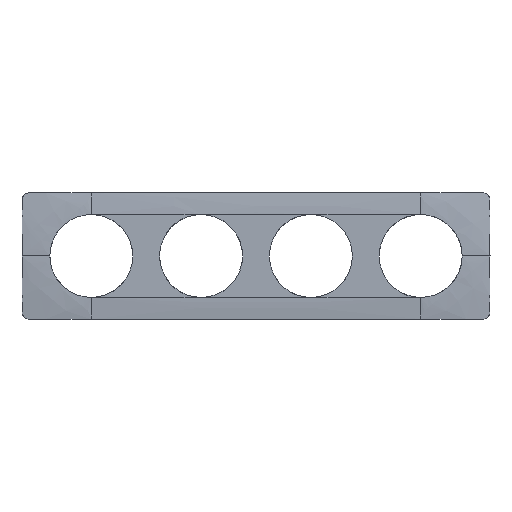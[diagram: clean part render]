
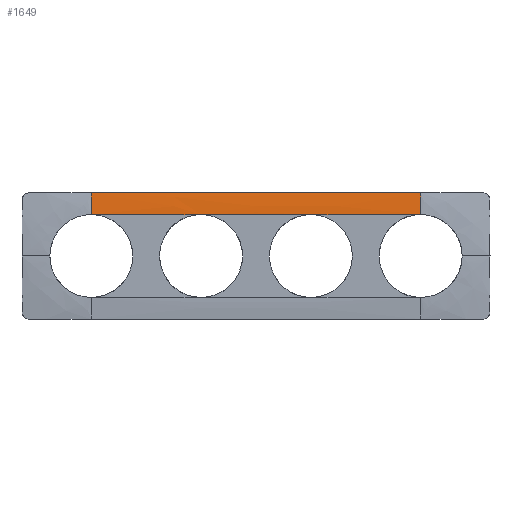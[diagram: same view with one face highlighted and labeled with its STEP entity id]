
A CAD part, top view. The second image highlights one B-rep face of the part: STEP entity #1649.
In plain terms, the highlighted face is a extrusion surface.
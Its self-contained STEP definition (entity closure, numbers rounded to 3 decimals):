
#217=CARTESIAN_POINT('Vertex',(0.,26.8,8.7)) ;
#1459=CARTESIAN_POINT('Control Point',(0.,26.8,8.7)) ;
#1460=CARTESIAN_POINT('Control Point',(0.,27.423,8.699)) ;
#1461=CARTESIAN_POINT('Control Point',(0.,28.059,8.693)) ;
#1462=CARTESIAN_POINT('Control Point',(0.,28.707,8.678)) ;
#1463=CARTESIAN_POINT('Control Point',(0.,30.024,8.636)) ;
#1464=CARTESIAN_POINT('Control Point',(0.,31.382,8.568)) ;
#1465=CARTESIAN_POINT('Control Point',(0.,32.071,8.527)) ;
#1466=CARTESIAN_POINT('Control Point',(0.,34.164,8.39)) ;
#1467=CARTESIAN_POINT('Control Point',(0.,36.332,8.203)) ;
#1468=CARTESIAN_POINT('Control Point',(0.,37.807,8.061)) ;
#1469=CARTESIAN_POINT('Control Point',(0.,39.306,7.898)) ;
#1470=CARTESIAN_POINT('Control Point',(0.,40.829,7.72)) ;
#1471=CARTESIAN_POINT('Vertex',(0.,40.829,7.72)) ;
#1575=CARTESIAN_POINT('Control Point',(213.,26.8,8.7)) ;
#1576=CARTESIAN_POINT('Control Point',(213.,27.075,8.7)) ;
#1577=CARTESIAN_POINT('Control Point',(213.,27.349,8.698)) ;
#1578=CARTESIAN_POINT('Control Point',(213.,27.623,8.695)) ;
#1579=CARTESIAN_POINT('Control Point',(213.,28.699,8.68)) ;
#1580=CARTESIAN_POINT('Control Point',(213.,29.774,8.646)) ;
#1581=CARTESIAN_POINT('Control Point',(213.,30.598,8.609)) ;
#1582=CARTESIAN_POINT('Control Point',(213.,32.607,8.501)) ;
#1583=CARTESIAN_POINT('Control Point',(213.,34.613,8.35)) ;
#1584=CARTESIAN_POINT('Control Point',(213.,35.811,8.248)) ;
#1585=CARTESIAN_POINT('Control Point',(213.,37.539,8.083)) ;
#1586=CARTESIAN_POINT('Control Point',(213.,39.266,7.898)) ;
#1587=CARTESIAN_POINT('Control Point',(213.,39.788,7.84)) ;
#1588=CARTESIAN_POINT('Control Point',(213.,40.309,7.781)) ;
#1589=CARTESIAN_POINT('Control Point',(213.,40.829,7.72)) ;
#1594=CARTESIAN_POINT('Control Point',(213.,26.8,8.7)) ;
#1595=CARTESIAN_POINT('Control Point',(213.,27.15,8.699)) ;
#1596=CARTESIAN_POINT('Control Point',(213.,27.499,8.697)) ;
#1597=CARTESIAN_POINT('Control Point',(213.,27.85,8.693)) ;
#1598=CARTESIAN_POINT('Control Point',(213.,28.552,8.68)) ;
#1599=CARTESIAN_POINT('Control Point',(213.,29.257,8.659)) ;
#1600=CARTESIAN_POINT('Control Point',(213.,29.612,8.647)) ;
#1601=CARTESIAN_POINT('Control Point',(213.,30.678,8.605)) ;
#1602=CARTESIAN_POINT('Control Point',(213.,31.741,8.547)) ;
#1603=CARTESIAN_POINT('Control Point',(213.,32.439,8.504)) ;
#1604=CARTESIAN_POINT('Control Point',(213.,33.84,8.408)) ;
#1605=CARTESIAN_POINT('Control Point',(213.,35.236,8.293)) ;
#1606=CARTESIAN_POINT('Control Point',(213.,35.933,8.232)) ;
#1607=CARTESIAN_POINT('Control Point',(213.,37.33,8.102)) ;
#1608=CARTESIAN_POINT('Control Point',(213.,38.73,7.957)) ;
#1609=CARTESIAN_POINT('Control Point',(213.,39.431,7.881)) ;
#1610=CARTESIAN_POINT('Control Point',(213.,40.13,7.801)) ;
#1611=CARTESIAN_POINT('Control Point',(213.,40.829,7.72)) ;
#1612=CARTESIAN_POINT('Vertex',(213.,26.8,8.7)) ;
#1614=CARTESIAN_POINT('Vertex',(212.999,40.829,7.72)) ;
#1617=CARTESIAN_POINT('Line Origine',(98.993,40.829,7.72)) ;
#1622=CARTESIAN_POINT('Line Origine',(98.993,26.8,8.7)) ;
#1626=CARTESIAN_POINT('Vertex',(71.,26.8,8.7)) ;
#1629=CARTESIAN_POINT('Line Origine',(98.993,26.8,8.7)) ;
#1633=CARTESIAN_POINT('Vertex',(142.,26.8,8.7)) ;
#1636=CARTESIAN_POINT('Line Origine',(98.993,26.8,8.7)) ;
#1590=DIRECTION('Vector Direction',(-1.,0.,0.)) ;
#1618=DIRECTION('Vector Direction',(-1.,0.,0.)) ;
#1623=DIRECTION('Vector Direction',(-1.,0.,0.)) ;
#1630=DIRECTION('Vector Direction',(-1.,0.,0.)) ;
#1637=DIRECTION('Vector Direction',(-1.,0.,0.)) ;
#1591=VECTOR('Extrusion Surface Vector',#1590,1.) ;
#1619=VECTOR('Line Direction',#1618,1.) ;
#1624=VECTOR('Line Direction',#1623,1.) ;
#1631=VECTOR('Line Direction',#1630,1.) ;
#1638=VECTOR('Line Direction',#1637,1.) ;
#1642=ORIENTED_EDGE('',*,*,#1616,.T.) ;
#1643=ORIENTED_EDGE('',*,*,#1621,.T.) ;
#1644=ORIENTED_EDGE('',*,*,#1473,.F.) ;
#1645=ORIENTED_EDGE('',*,*,#1628,.F.) ;
#1646=ORIENTED_EDGE('',*,*,#1635,.F.) ;
#1647=ORIENTED_EDGE('',*,*,#1640,.F.) ;
#1649=ADVANCED_FACE('Surface.1',(#1648),#1592,.T.) ;
#1458=B_SPLINE_CURVE_WITH_KNOTS('',5,(#1459,#1460,#1461,#1462,#1463,#1464,#1465,#1466,#1467,#1468,#1469,#1470),.UNSPECIFIED.,.F.,.U.,(6,3,3,6),(0.,4.985,9.969,19.939),.UNSPECIFIED.) ;
#1574=B_SPLINE_CURVE_WITH_KNOTS('',5,(#1575,#1576,#1577,#1578,#1579,#1580,#1581,#1582,#1583,#1584,#1585,#1586,#1587,#1588,#1589),.UNSPECIFIED.,.F.,.U.,(6,3,3,3,6),(6.413,8.364,14.018,22.59,26.289),.UNSPECIFIED.) ;
#1593=B_SPLINE_CURVE_WITH_KNOTS('',5,(#1594,#1595,#1596,#1597,#1598,#1599,#1600,#1601,#1602,#1603,#1604,#1605,#1606,#1607,#1608,#1609,#1610,#1611),.UNSPECIFIED.,.F.,.U.,(6,3,3,3,3,6),(6.413,8.898,11.382,16.351,21.32,26.289),.UNSPECIFIED.) ;
#1473=EDGE_CURVE('',#218,#1472,#1458,.T.) ;
#1616=EDGE_CURVE('',#1613,#1615,#1593,.T.) ;
#1621=EDGE_CURVE('',#1615,#1472,#1620,.T.) ;
#1628=EDGE_CURVE('',#1627,#218,#1625,.T.) ;
#1635=EDGE_CURVE('',#1634,#1627,#1632,.T.) ;
#1640=EDGE_CURVE('',#1613,#1634,#1639,.T.) ;
#1641=EDGE_LOOP('',(#1642,#1643,#1644,#1645,#1646,#1647)) ;
#1648=FACE_OUTER_BOUND('',#1641,.T.) ;
#1620=LINE('Line',#1617,#1619) ;
#1625=LINE('Line',#1622,#1624) ;
#1632=LINE('Line',#1629,#1631) ;
#1639=LINE('Line',#1636,#1638) ;
#1592=SURFACE_OF_LINEAR_EXTRUSION('generated tabulated cylinder',#1574,#1591) ;
#218=VERTEX_POINT('',#217) ;
#1472=VERTEX_POINT('',#1471) ;
#1613=VERTEX_POINT('',#1612) ;
#1615=VERTEX_POINT('',#1614) ;
#1627=VERTEX_POINT('',#1626) ;
#1634=VERTEX_POINT('',#1633) ;
